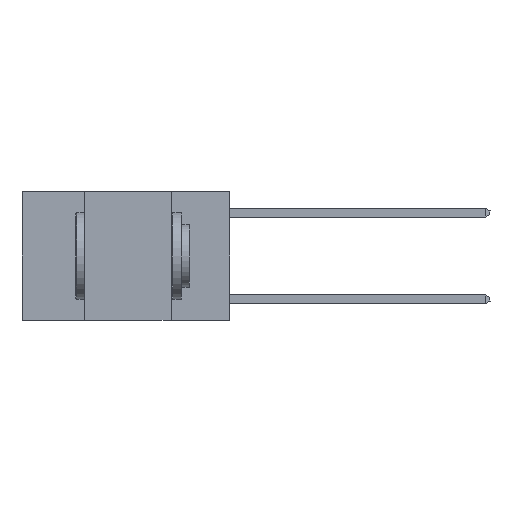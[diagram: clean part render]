
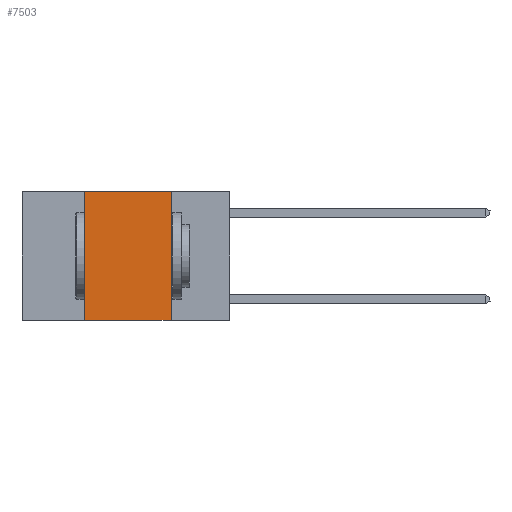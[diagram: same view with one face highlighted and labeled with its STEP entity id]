
A CAD part, left-side view. The second image highlights one B-rep face of the part: STEP entity #7503.
In plain terms, the highlighted planar face has unit normal (-1, 0, 0).
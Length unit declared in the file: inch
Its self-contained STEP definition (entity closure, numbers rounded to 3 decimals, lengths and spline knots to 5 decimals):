
#1242 = ORIENTED_EDGE ( 'NONE', *, *, #12033, .T. ) ;
#1722 = CARTESIAN_POINT ( 'NONE',  ( 0., 0.42, 0. ) ) ;
#1868 = VECTOR ( 'NONE', #14668, 39.37008 ) ;
#2426 = CARTESIAN_POINT ( 'NONE',  ( 0., 0.6, -0.37 ) ) ;
#3279 = CARTESIAN_POINT ( 'NONE',  ( 0., 0.42, 0. ) ) ;
#3487 = EDGE_LOOP ( 'NONE', ( #9312, #11914, #8728, #1242 ) ) ;
#4239 = DIRECTION ( 'NONE',  ( 0., -1., 0. ) ) ;
#5227 = EDGE_CURVE ( 'NONE', #19704, #6079, #7030, .T. ) ;
#5547 = LINE ( 'NONE', #18139, #9377 ) ;
#5842 = CARTESIAN_POINT ( 'NONE',  ( 0., 0.42, -0.37 ) ) ;
#6079 = VERTEX_POINT ( 'NONE', #9503 ) ;
#6320 = CARTESIAN_POINT ( 'NONE',  ( 0., 0.6, 0. ) ) ;
#6852 = VERTEX_POINT ( 'NONE', #20928 ) ;
#7030 = LINE ( 'NONE', #17189, #19374 ) ;
#7503 = ADVANCED_FACE ( 'NONE', ( #16696 ), #16006, .F. ) ;
#7836 = AXIS2_PLACEMENT_3D ( 'NONE', #6320, #17604, #7962 ) ;
#7866 = VERTEX_POINT ( 'NONE', #5842 ) ;
#7962 = DIRECTION ( 'NONE',  ( 0., 0., -1. ) ) ;
#8728 = ORIENTED_EDGE ( 'NONE', *, *, #14202, .F. ) ;
#9312 = ORIENTED_EDGE ( 'NONE', *, *, #18485, .F. ) ;
#9377 = VECTOR ( 'NONE', #16521, 39.37008 ) ;
#9503 = CARTESIAN_POINT ( 'NONE',  ( 0., 0.17, 0. ) ) ;
#10580 = DIRECTION ( 'NONE',  ( 0., -1., 0. ) ) ;
#11914 = ORIENTED_EDGE ( 'NONE', *, *, #5227, .F. ) ;
#12033 = EDGE_CURVE ( 'NONE', #7866, #6852, #15778, .T. ) ;
#14202 = EDGE_CURVE ( 'NONE', #7866, #19704, #14345, .T. ) ;
#14345 = LINE ( 'NONE', #3279, #1868 ) ;
#14668 = DIRECTION ( 'NONE',  ( 0., 0., 1. ) ) ;
#15778 = LINE ( 'NONE', #2426, #19547 ) ;
#16006 = PLANE ( 'NONE',  #7836 ) ;
#16521 = DIRECTION ( 'NONE',  ( 0., 0., -1. ) ) ;
#16696 = FACE_OUTER_BOUND ( 'NONE', #3487, .T. ) ;
#17189 = CARTESIAN_POINT ( 'NONE',  ( 0., 0.6, 0. ) ) ;
#17604 = DIRECTION ( 'NONE',  ( 1., 0., 0. ) ) ;
#18139 = CARTESIAN_POINT ( 'NONE',  ( 0., 0.17, 0. ) ) ;
#18485 = EDGE_CURVE ( 'NONE', #6079, #6852, #5547, .T. ) ;
#19374 = VECTOR ( 'NONE', #4239, 39.37008 ) ;
#19547 = VECTOR ( 'NONE', #10580, 39.37008 ) ;
#19704 = VERTEX_POINT ( 'NONE', #1722 ) ;
#20928 = CARTESIAN_POINT ( 'NONE',  ( 0., 0.17, -0.37 ) ) ;
